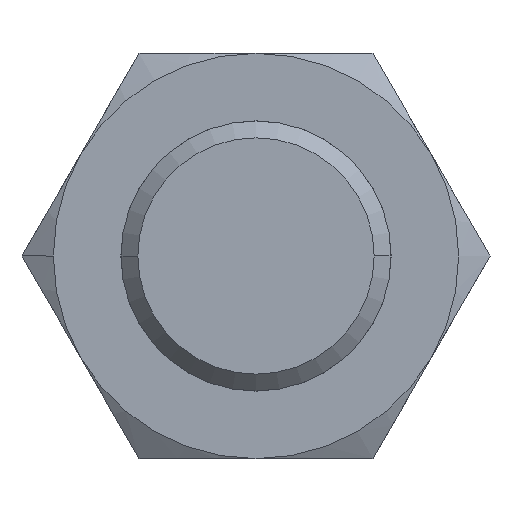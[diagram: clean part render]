
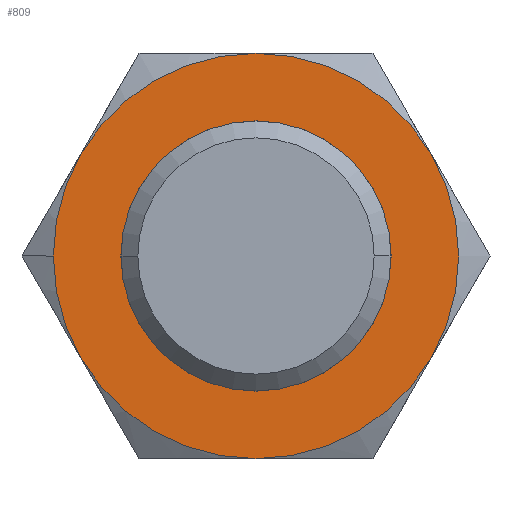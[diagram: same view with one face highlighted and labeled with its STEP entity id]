
A CAD part, front view. The second image highlights one B-rep face of the part: STEP entity #809.
In plain terms, the highlighted planar face has unit normal (0, -1, 0).
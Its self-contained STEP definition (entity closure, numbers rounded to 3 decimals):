
#9 = ORIENTED_EDGE ( 'NONE', *, *, #326, .T. ) ;
#14 = CIRCLE ( 'NONE', #352, 12. ) ;
#20 = VERTEX_POINT ( 'NONE', #920 ) ;
#24 = ORIENTED_EDGE ( 'NONE', *, *, #303, .F. ) ;
#30 = AXIS2_PLACEMENT_3D ( 'NONE', #792, #199, #715 ) ;
#56 = CIRCLE ( 'NONE', #201, 12. ) ;
#103 = CIRCLE ( 'NONE', #671, 12. ) ;
#110 = CARTESIAN_POINT ( 'NONE',  ( 0., 0., 0. ) ) ;
#135 = DIRECTION ( 'NONE',  ( 0., 1., 0. ) ) ;
#139 = VERTEX_POINT ( 'NONE', #355 ) ;
#155 = CARTESIAN_POINT ( 'NONE',  ( 10.392, 0., 6. ) ) ;
#166 = DIRECTION ( 'NONE',  ( 0., 1., 0. ) ) ;
#169 = CIRCLE ( 'NONE', #860, 8. ) ;
#171 = EDGE_CURVE ( 'NONE', #915, #308, #822, .T. ) ;
#176 = VERTEX_POINT ( 'NONE', #796 ) ;
#184 = FACE_BOUND ( 'NONE', #595, .T. ) ;
#199 = DIRECTION ( 'NONE',  ( 0., 1., 0. ) ) ;
#201 = AXIS2_PLACEMENT_3D ( 'NONE', #509, #135, #289 ) ;
#206 = CARTESIAN_POINT ( 'NONE',  ( 0., 0., 0. ) ) ;
#211 = ORIENTED_EDGE ( 'NONE', *, *, #252, .F. ) ;
#214 = DIRECTION ( 'NONE',  ( -1., 0., 0. ) ) ;
#217 = DIRECTION ( 'NONE',  ( -1., 0., 0. ) ) ;
#230 = EDGE_CURVE ( 'NONE', #657, #20, #521, .T. ) ;
#252 = EDGE_CURVE ( 'NONE', #20, #139, #103, .T. ) ;
#286 = CARTESIAN_POINT ( 'NONE',  ( 8., 0., 0. ) ) ;
#289 = DIRECTION ( 'NONE',  ( -1., 0., 0. ) ) ;
#297 = CARTESIAN_POINT ( 'NONE',  ( 0., 0., -12. ) ) ;
#299 = CIRCLE ( 'NONE', #490, 12. ) ;
#303 = EDGE_CURVE ( 'NONE', #393, #915, #299, .T. ) ;
#308 = VERTEX_POINT ( 'NONE', #155 ) ;
#316 = AXIS2_PLACEMENT_3D ( 'NONE', #456, #322, #474 ) ;
#321 = VERTEX_POINT ( 'NONE', #510 ) ;
#322 = DIRECTION ( 'NONE',  ( 0., 1., 0. ) ) ;
#326 = EDGE_CURVE ( 'NONE', #176, #330, #169, .T. ) ;
#330 = VERTEX_POINT ( 'NONE', #286 ) ;
#343 = EDGE_CURVE ( 'NONE', #321, #657, #579, .T. ) ;
#349 = AXIS2_PLACEMENT_3D ( 'NONE', #683, #835, #603 ) ;
#352 = AXIS2_PLACEMENT_3D ( 'NONE', #110, #166, #689 ) ;
#355 = CARTESIAN_POINT ( 'NONE',  ( -12., 0., 0. ) ) ;
#365 = DIRECTION ( 'NONE',  ( 0., 1., 0. ) ) ;
#370 = EDGE_CURVE ( 'NONE', #139, #393, #14, .T. ) ;
#393 = VERTEX_POINT ( 'NONE', #840 ) ;
#400 = FACE_OUTER_BOUND ( 'NONE', #454, .T. ) ;
#411 = CARTESIAN_POINT ( 'NONE',  ( 0., 0., 12. ) ) ;
#437 = ORIENTED_EDGE ( 'NONE', *, *, #343, .F. ) ;
#439 = DIRECTION ( 'NONE',  ( 0., 1., 0. ) ) ;
#448 = CARTESIAN_POINT ( 'NONE',  ( 0., 0., 0. ) ) ;
#454 = EDGE_LOOP ( 'NONE', ( #24, #836, #211, #926, #437, #784, #692 ) ) ;
#456 = CARTESIAN_POINT ( 'NONE',  ( 12., 0., 0. ) ) ;
#474 = DIRECTION ( 'NONE',  ( -1., 0., 0. ) ) ;
#490 = AXIS2_PLACEMENT_3D ( 'NONE', #513, #439, #214 ) ;
#501 = DIRECTION ( 'NONE',  ( -1., 0., 0. ) ) ;
#507 = AXIS2_PLACEMENT_3D ( 'NONE', #594, #890, #818 ) ;
#509 = CARTESIAN_POINT ( 'NONE',  ( 0., 0., 0. ) ) ;
#510 = CARTESIAN_POINT ( 'NONE',  ( 10.392, 0., -6. ) ) ;
#513 = CARTESIAN_POINT ( 'NONE',  ( 0., 0., 0. ) ) ;
#521 = CIRCLE ( 'NONE', #349, 12. ) ;
#535 = PLANE ( 'NONE',  #316 ) ;
#579 = CIRCLE ( 'NONE', #507, 12. ) ;
#581 = EDGE_CURVE ( 'NONE', #308, #321, #56, .T. ) ;
#591 = CIRCLE ( 'NONE', #30, 8. ) ;
#594 = CARTESIAN_POINT ( 'NONE',  ( 0., 0., 0. ) ) ;
#595 = EDGE_LOOP ( 'NONE', ( #9, #891 ) ) ;
#603 = DIRECTION ( 'NONE',  ( -1., 0., 0. ) ) ;
#657 = VERTEX_POINT ( 'NONE', #297 ) ;
#671 = AXIS2_PLACEMENT_3D ( 'NONE', #745, #957, #893 ) ;
#683 = CARTESIAN_POINT ( 'NONE',  ( 0., 0., 0. ) ) ;
#689 = DIRECTION ( 'NONE',  ( -1., 0., 0. ) ) ;
#692 = ORIENTED_EDGE ( 'NONE', *, *, #171, .F. ) ;
#704 = AXIS2_PLACEMENT_3D ( 'NONE', #206, #867, #501 ) ;
#715 = DIRECTION ( 'NONE',  ( -1., 0., 0. ) ) ;
#745 = CARTESIAN_POINT ( 'NONE',  ( 0., 0., 0. ) ) ;
#784 = ORIENTED_EDGE ( 'NONE', *, *, #581, .F. ) ;
#792 = CARTESIAN_POINT ( 'NONE',  ( 0., 0., 0. ) ) ;
#796 = CARTESIAN_POINT ( 'NONE',  ( -8., 0., 0. ) ) ;
#809 = ADVANCED_FACE ( 'NONE', ( #400, #184 ), #535, .F. ) ;
#818 = DIRECTION ( 'NONE',  ( -1., 0., 0. ) ) ;
#822 = CIRCLE ( 'NONE', #704, 12. ) ;
#835 = DIRECTION ( 'NONE',  ( 0., 1., 0. ) ) ;
#836 = ORIENTED_EDGE ( 'NONE', *, *, #370, .F. ) ;
#840 = CARTESIAN_POINT ( 'NONE',  ( -10.392, 0., 6. ) ) ;
#860 = AXIS2_PLACEMENT_3D ( 'NONE', #448, #365, #217 ) ;
#867 = DIRECTION ( 'NONE',  ( 0., 1., 0. ) ) ;
#887 = EDGE_CURVE ( 'NONE', #330, #176, #591, .T. ) ;
#890 = DIRECTION ( 'NONE',  ( 0., 1., 0. ) ) ;
#891 = ORIENTED_EDGE ( 'NONE', *, *, #887, .T. ) ;
#893 = DIRECTION ( 'NONE',  ( -1., 0., 0. ) ) ;
#915 = VERTEX_POINT ( 'NONE', #411 ) ;
#920 = CARTESIAN_POINT ( 'NONE',  ( -10.392, 0., -6. ) ) ;
#926 = ORIENTED_EDGE ( 'NONE', *, *, #230, .F. ) ;
#957 = DIRECTION ( 'NONE',  ( 0., 1., 0. ) ) ;
